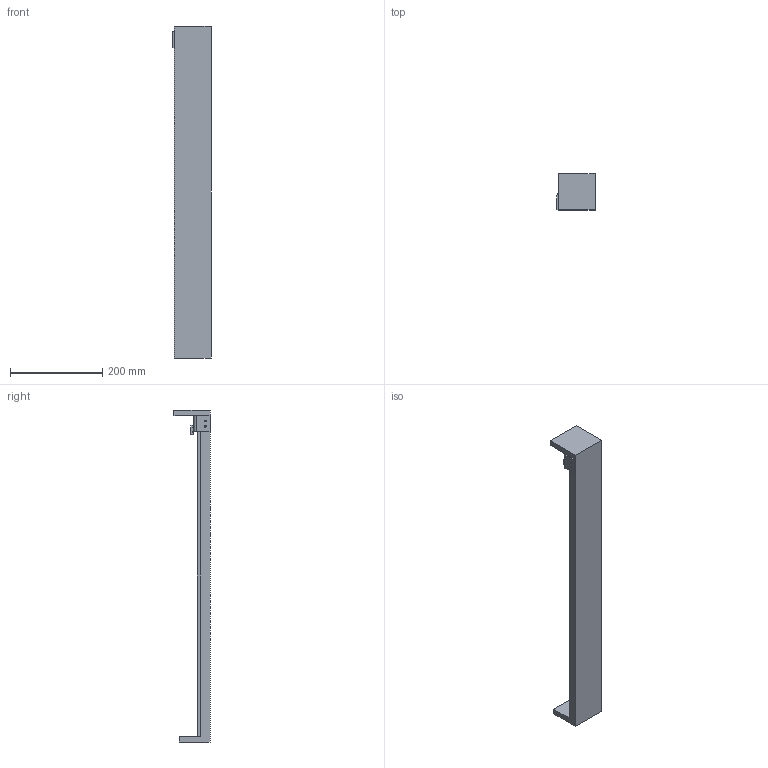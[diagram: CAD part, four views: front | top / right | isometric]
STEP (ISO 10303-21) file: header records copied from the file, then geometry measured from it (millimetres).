
FILE_DESCRIPTION (( 'STEP AP203' ), '1' );
FILE_NAME ('Limit Switch and Mount for small rail.STEP', '2025-04-05T17:39:03', ( '' ), ( '' ), 'SwSTEP 2.0', 'SolidWorks 2024', '' );
FILE_SCHEMA (( 'CONFIG_CONTROL_DESIGN' ));
Length unit declared in the file: centimetre
Products named in the file (4): Limit Switch and Mount for small rail; Limit Switch; Small Rail End for LS; Limit Switch Mount
Assembly tree (3 placements, depth 2):
  Limit Switch and Mount for small rail
    Limit Switch Mount
    Small Rail End for LS
    Limit Switch
Bounding box: 83 x 78 x 719 mm (x, y, z)
Volume: 1325690.9 mm3; surface area: 183380.2 mm2
Topology: 3 solids, 3 shells, 63 faces, 171 edges, 114 vertices
Faces by surface type: plane 47, cylinder 16
Entity records: 2415 total; most frequent: CARTESIAN_POINT 354, ORIENTED_EDGE 342, DIRECTION 341, EDGE_CURVE 171, LINE 139, VECTOR 139, VERTEX_POINT 114, AXIS2_PLACEMENT_3D 101
